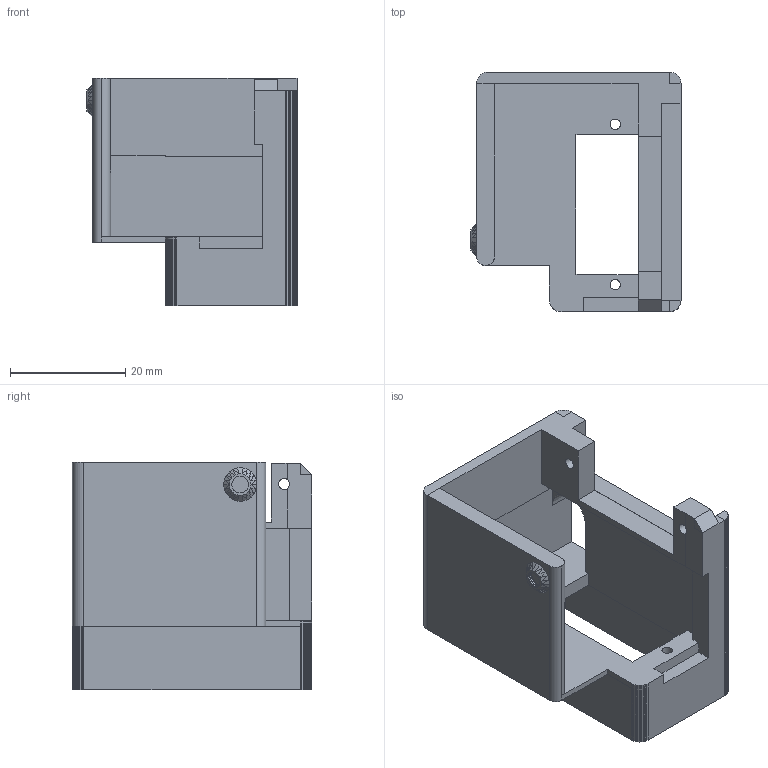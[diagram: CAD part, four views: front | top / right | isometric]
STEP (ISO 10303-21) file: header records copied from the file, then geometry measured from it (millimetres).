
FILE_DESCRIPTION(('STEP AP214'),'1');
FILE_NAME('bracket_SG90_breadboardin_v1.1.stp','2023-02-07T11:44:42',(' '),(' '),'Spatial InterOp 3D',' ',' ');
FILE_SCHEMA(('AUTOMOTIVE_DESIGN { 1 0 10303 214 1 1 1 1 }'));
Length unit declared in the file: metre
Products named in the file (1): Solid
Bounding box: 36.4 x 41.52 x 39.5 mm (x, y, z)
Volume: 13418.7 mm3; surface area: 10586.8 mm2
Topology: 1 solids, 1 shells, 216 faces, 595 edges, 380 vertices
Faces by surface type: plane 207, cylinder 9
Full cylindrical faces by diameter (mm): 1.8 x2, 1.9 x2
Entity records: 8426 total; most frequent: CARTESIAN_POINT 1187, ORIENTED_EDGE 1180, DIRECTION 1044, EDGE_CURVE 590, LINE 568, VECTOR 568, VERTEX_POINT 379, AXIS2_PLACEMENT_3D 238
